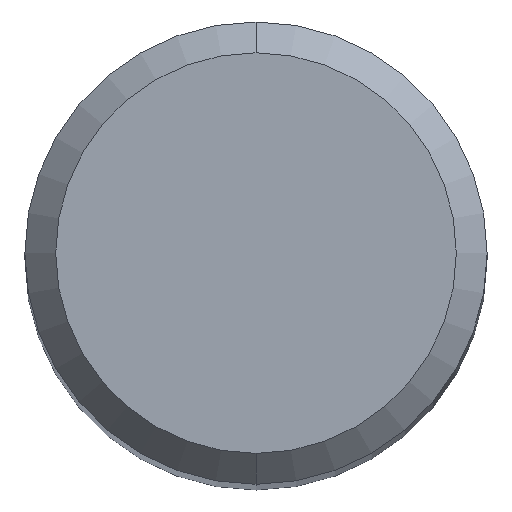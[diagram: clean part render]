
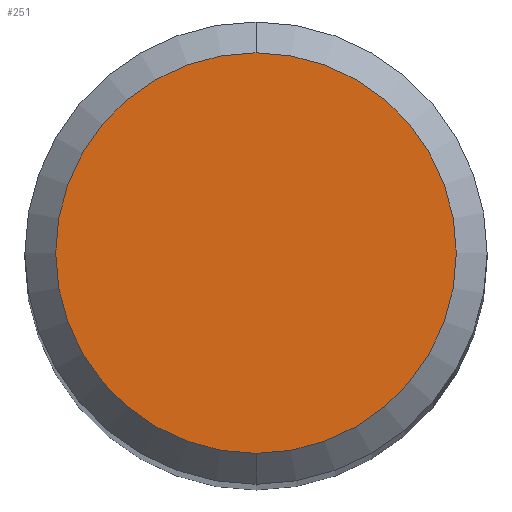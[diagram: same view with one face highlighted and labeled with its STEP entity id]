
A CAD part, top view. The second image highlights one B-rep face of the part: STEP entity #251.
In plain terms, the highlighted planar face has unit normal (0, 0, 1).
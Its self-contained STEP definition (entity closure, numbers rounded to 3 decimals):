
#251=ADVANCED_FACE('',(#576),#577,.T.);
#261=EDGE_CURVE('',#297,#285,#587,.T.);
#285=VERTEX_POINT('',#613);
#297=VERTEX_POINT('',#625);
#393=EDGE_CURVE('',#285,#297,#730,.T.);
#576=FACE_OUTER_BOUND('',#989,.T.);
#577=PLANE('',#990);
#587=CIRCLE('',#1034,2.6);
#613=CARTESIAN_POINT('',(0.,-2.6,0.0));
#625=CARTESIAN_POINT('',(0.0,2.6,0.0));
#730=CIRCLE('',#1279,2.6);
#989=EDGE_LOOP('',(#1568,#1569));
#990=AXIS2_PLACEMENT_3D('',#1570,#1571,#1572);
#1034=AXIS2_PLACEMENT_3D('',#1576,#1577,#1578);
#1279=AXIS2_PLACEMENT_3D('',#1709,#1710,#1711);
#1568=ORIENTED_EDGE('',*,*,#261,.F.);
#1569=ORIENTED_EDGE('',*,*,#393,.F.);
#1570=CARTESIAN_POINT('',(0.0,1.3,0.0));
#1571=DIRECTION('',(-0.0,0.0,1.0));
#1572=DIRECTION('',(0.0,-1.0,0.0));
#1576=CARTESIAN_POINT('',(0.0,0.0,0.0));
#1577=DIRECTION('',(0.0,0.0,-1.0));
#1578=DIRECTION('',(0.0,1.0,0.0));
#1709=CARTESIAN_POINT('',(0.0,0.0,0.0));
#1710=DIRECTION('',(0.0,0.0,-1.0));
#1711=DIRECTION('',(0.0,1.0,0.0));
